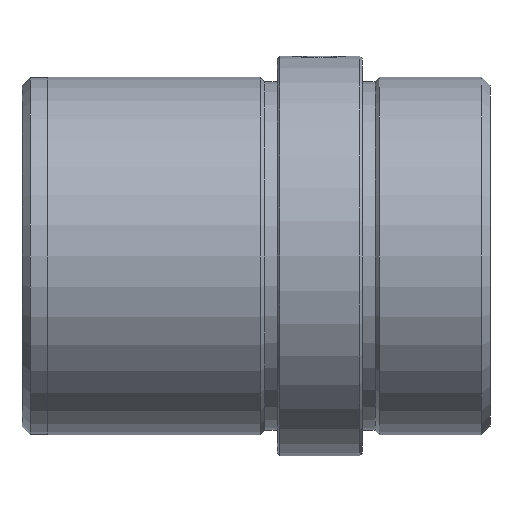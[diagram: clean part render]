
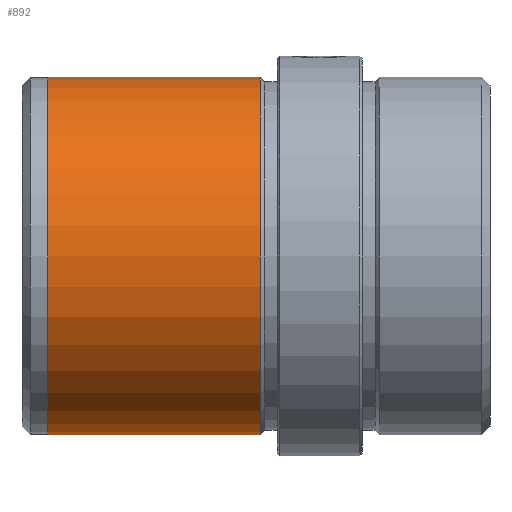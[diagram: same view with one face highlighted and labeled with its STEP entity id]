
A CAD part, left-side view. The second image highlights one B-rep face of the part: STEP entity #892.
In plain terms, the highlighted cylindrical face has radius 21 mm (diameter 42 mm), a partial arc.
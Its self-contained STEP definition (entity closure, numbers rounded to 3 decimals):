
#123 = DIRECTION ( 'NONE',  ( 0., 0., -1. ) ) ;
#140 = VERTEX_POINT ( 'NONE', #753 ) ;
#157 = CARTESIAN_POINT ( 'NONE',  ( 0., 0., 21. ) ) ;
#297 = CIRCLE ( 'NONE', #573, 21. ) ;
#314 = CYLINDRICAL_SURFACE ( 'NONE', #495, 21. ) ;
#350 = CARTESIAN_POINT ( 'NONE',  ( 0., 27., 21. ) ) ;
#361 = VERTEX_POINT ( 'NONE', #759 ) ;
#363 = FACE_OUTER_BOUND ( 'NONE', #927, .T. ) ;
#435 = VERTEX_POINT ( 'NONE', #1095 ) ;
#439 = EDGE_CURVE ( 'NONE', #140, #435, #1798, .T. ) ;
#495 = AXIS2_PLACEMENT_3D ( 'NONE', #1681, #810, #1126 ) ;
#504 = DIRECTION ( 'NONE',  ( 0., -1., 0. ) ) ;
#560 = ORIENTED_EDGE ( 'NONE', *, *, #439, .T. ) ;
#573 = AXIS2_PLACEMENT_3D ( 'NONE', #1465, #504, #1634 ) ;
#678 = ORIENTED_EDGE ( 'NONE', *, *, #922, .F. ) ;
#753 = CARTESIAN_POINT ( 'NONE',  ( 0., 52., 21. ) ) ;
#759 = CARTESIAN_POINT ( 'NONE',  ( 0., 27., -21. ) ) ;
#810 = DIRECTION ( 'NONE',  ( 0., -1., 0. ) ) ;
#830 = DIRECTION ( 'NONE',  ( 0., -1., 0. ) ) ;
#892 = ADVANCED_FACE ( 'NONE', ( #363 ), #314, .T. ) ;
#922 = EDGE_CURVE ( 'NONE', #140, #1840, #1609, .T. ) ;
#927 = EDGE_LOOP ( 'NONE', ( #678, #560, #1397, #982 ) ) ;
#982 = ORIENTED_EDGE ( 'NONE', *, *, #1195, .F. ) ;
#991 = CARTESIAN_POINT ( 'NONE',  ( 0., 0., -21. ) ) ;
#1023 = AXIS2_PLACEMENT_3D ( 'NONE', #2068, #1102, #123 ) ;
#1041 = VECTOR ( 'NONE', #830, 1000. ) ;
#1095 = CARTESIAN_POINT ( 'NONE',  ( 0., 52., -21. ) ) ;
#1102 = DIRECTION ( 'NONE',  ( 0., -1., 0. ) ) ;
#1126 = DIRECTION ( 'NONE',  ( 0., 0., -1. ) ) ;
#1195 = EDGE_CURVE ( 'NONE', #1840, #361, #297, .T. ) ;
#1293 = DIRECTION ( 'NONE',  ( 0., -1., 0. ) ) ;
#1397 = ORIENTED_EDGE ( 'NONE', *, *, #1783, .T. ) ;
#1453 = LINE ( 'NONE', #991, #1041 ) ;
#1465 = CARTESIAN_POINT ( 'NONE',  ( 0., 27., 0. ) ) ;
#1609 = LINE ( 'NONE', #157, #1989 ) ;
#1634 = DIRECTION ( 'NONE',  ( 0., 0., -1. ) ) ;
#1681 = CARTESIAN_POINT ( 'NONE',  ( 0., 0., 0. ) ) ;
#1783 = EDGE_CURVE ( 'NONE', #435, #361, #1453, .T. ) ;
#1798 = CIRCLE ( 'NONE', #1023, 21. ) ;
#1840 = VERTEX_POINT ( 'NONE', #350 ) ;
#1989 = VECTOR ( 'NONE', #1293, 1000. ) ;
#2068 = CARTESIAN_POINT ( 'NONE',  ( 0., 52., 0. ) ) ;
